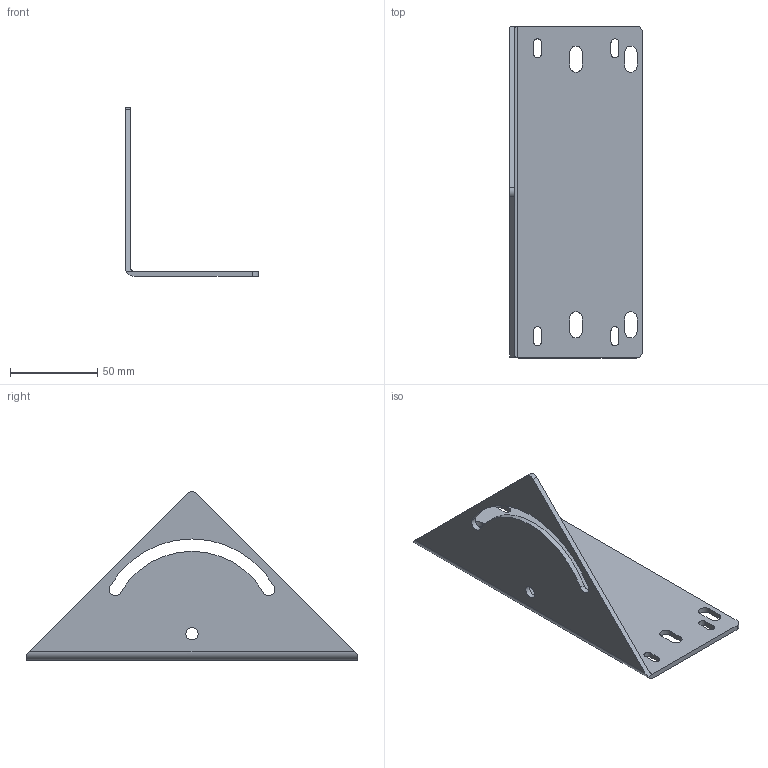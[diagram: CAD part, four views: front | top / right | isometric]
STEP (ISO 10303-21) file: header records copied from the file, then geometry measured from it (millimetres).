
FILE_DESCRIPTION((''),'2;1');
FILE_NAME('156656_SW','2011-04-06T',('banengservice'),('BANNER ENGINEERING'),'PRO/ENGINEER BY PARAMETRIC TECHNOLOGY CORPORATION, 2009141','PRO/ENGINEER BY PARAMETRIC TECHNOLOGY CORPORATION, 2009141','');
FILE_SCHEMA(('CONFIG_CONTROL_DESIGN'));
Length unit declared in the file: inch
Products named in the file (1): 156656_SW
Bounding box: 76.2 x 190.38 x 96.75 mm (x, y, z)
Volume: 66565.3 mm3; surface area: 47227.3 mm2
Topology: 1 solids, 1 shells, 52 faces, 148 edges, 98 vertices
Faces by surface type: cylinder 27, plane 25
Entity records: 1802 total; most frequent: CARTESIAN_POINT 320, DIRECTION 300, ORIENTED_EDGE 296, EDGE_CURVE 148, AXIS2_PLACEMENT_3D 104, VERTEX_POINT 98, VECTOR 92, LINE 92
